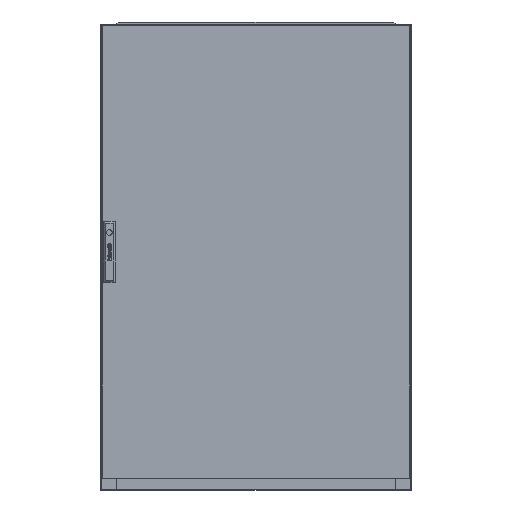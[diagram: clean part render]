
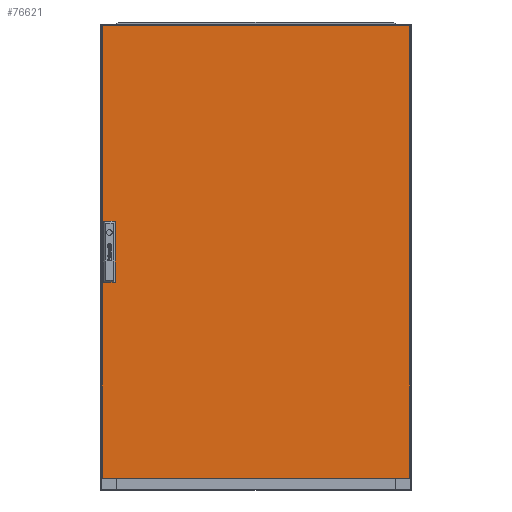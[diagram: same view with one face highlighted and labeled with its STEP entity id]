
A CAD part, top view. The second image highlights one B-rep face of the part: STEP entity #76621.
In plain terms, the highlighted planar face has unit normal (0, 0, 1).
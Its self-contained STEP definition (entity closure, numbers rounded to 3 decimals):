
#295 = CARTESIAN_POINT ( 'NONE',  ( -397., 583.5, 0. ) ) ;
#1512 = VERTEX_POINT ( 'NONE', #92126 ) ;
#1549 = ORIENTED_EDGE ( 'NONE', *, *, #76514, .T. ) ;
#5463 = VECTOR ( 'NONE', #30295, 1000. ) ;
#5596 = EDGE_LOOP ( 'NONE', ( #57537, #1549, #90605, #92301 ) ) ;
#7827 = EDGE_CURVE ( 'NONE', #100665, #1512, #18064, .T. ) ;
#10381 = LINE ( 'NONE', #69240, #5463 ) ;
#10800 = CARTESIAN_POINT ( 'NONE',  ( -397., 583.5, 0. ) ) ;
#11127 = EDGE_CURVE ( 'NONE', #69632, #100665, #10381, .T. ) ;
#15438 = VECTOR ( 'NONE', #69385, 1000. ) ;
#18064 = LINE ( 'NONE', #95198, #98756 ) ;
#18468 = DIRECTION ( 'NONE',  ( 0., -1., 0. ) ) ;
#20592 = VECTOR ( 'NONE', #49322, 1000. ) ;
#22568 = CARTESIAN_POINT ( 'NONE',  ( -397., 583.5, 0. ) ) ;
#27586 = DIRECTION ( 'NONE',  ( 1., 0., 0. ) ) ;
#28283 = CARTESIAN_POINT ( 'NONE',  ( 397., -583.5, 0. ) ) ;
#29768 = EDGE_LOOP ( 'NONE', ( #82273, #100078, #39118, #92200 ) ) ;
#30295 = DIRECTION ( 'NONE',  ( 1., 0., 0. ) ) ;
#34176 = VERTEX_POINT ( 'NONE', #92436 ) ;
#34185 = FACE_OUTER_BOUND ( 'NONE', #29768, .T. ) ;
#34308 = VERTEX_POINT ( 'NONE', #55083 ) ;
#38241 = CARTESIAN_POINT ( 'NONE',  ( -393.4, 0., 0. ) ) ;
#39078 = FACE_BOUND ( 'NONE', #5596, .T. ) ;
#39118 = ORIENTED_EDGE ( 'NONE', *, *, #92852, .T. ) ;
#39693 = EDGE_CURVE ( 'NONE', #34308, #60918, #77283, .T. ) ;
#45719 = DIRECTION ( 'NONE',  ( 1., 0., 0. ) ) ;
#48187 = VECTOR ( 'NONE', #45719, 1000. ) ;
#49322 = DIRECTION ( 'NONE',  ( -1., 0., 0. ) ) ;
#49380 = CARTESIAN_POINT ( 'NONE',  ( -393.4, -78.5, 0. ) ) ;
#50083 = VERTEX_POINT ( 'NONE', #295 ) ;
#50672 = LINE ( 'NONE', #100505, #48187 ) ;
#55083 = CARTESIAN_POINT ( 'NONE',  ( -393.4, 78.5, 0. ) ) ;
#56227 = VECTOR ( 'NONE', #18468, 1000. ) ;
#56438 = VECTOR ( 'NONE', #77898, 1000. ) ;
#57537 = ORIENTED_EDGE ( 'NONE', *, *, #83457, .T. ) ;
#58552 = CARTESIAN_POINT ( 'NONE',  ( -393.4, 78.5, 0. ) ) ;
#60918 = VERTEX_POINT ( 'NONE', #49380 ) ;
#65167 = CARTESIAN_POINT ( 'NONE',  ( -363., 0., 0. ) ) ;
#66535 = PLANE ( 'NONE',  #94957 ) ;
#69240 = CARTESIAN_POINT ( 'NONE',  ( -397., -583.5, 0. ) ) ;
#69385 = DIRECTION ( 'NONE',  ( 0., -1., 0. ) ) ;
#69632 = VERTEX_POINT ( 'NONE', #87313 ) ;
#71961 = DIRECTION ( 'NONE',  ( 0., 1., 0. ) ) ;
#73656 = DIRECTION ( 'NONE',  ( 1., 0., 0. ) ) ;
#74474 = DIRECTION ( 'NONE',  ( 0., 0., 1. ) ) ;
#74638 = LINE ( 'NONE', #65167, #56227 ) ;
#74656 = EDGE_CURVE ( 'NONE', #1512, #50083, #80471, .T. ) ;
#76514 = EDGE_CURVE ( 'NONE', #34176, #101075, #74638, .T. ) ;
#76621 = ADVANCED_FACE ( 'NONE', ( #39078, #34185 ), #66535, .T. ) ;
#77031 = VECTOR ( 'NONE', #73656, 1000. ) ;
#77283 = LINE ( 'NONE', #38241, #56438 ) ;
#77898 = DIRECTION ( 'NONE',  ( 0., -1., 0. ) ) ;
#80471 = LINE ( 'NONE', #10800, #20592 ) ;
#80505 = CARTESIAN_POINT ( 'NONE',  ( -363., -78.5, 0. ) ) ;
#82273 = ORIENTED_EDGE ( 'NONE', *, *, #7827, .T. ) ;
#83457 = EDGE_CURVE ( 'NONE', #34308, #34176, #100297, .T. ) ;
#87313 = CARTESIAN_POINT ( 'NONE',  ( -397., -583.5, 0. ) ) ;
#89860 = CARTESIAN_POINT ( 'NONE',  ( 0., 0., 0. ) ) ;
#90605 = ORIENTED_EDGE ( 'NONE', *, *, #95828, .F. ) ;
#92126 = CARTESIAN_POINT ( 'NONE',  ( 397., 583.5, 0. ) ) ;
#92200 = ORIENTED_EDGE ( 'NONE', *, *, #11127, .T. ) ;
#92301 = ORIENTED_EDGE ( 'NONE', *, *, #39693, .F. ) ;
#92436 = CARTESIAN_POINT ( 'NONE',  ( -363., 78.5, 0. ) ) ;
#92852 = EDGE_CURVE ( 'NONE', #50083, #69632, #96140, .T. ) ;
#94957 = AXIS2_PLACEMENT_3D ( 'NONE', #89860, #74474, #27586 ) ;
#95198 = CARTESIAN_POINT ( 'NONE',  ( 397., 583.5, 0. ) ) ;
#95828 = EDGE_CURVE ( 'NONE', #60918, #101075, #50672, .T. ) ;
#96140 = LINE ( 'NONE', #22568, #15438 ) ;
#98756 = VECTOR ( 'NONE', #71961, 1000. ) ;
#100078 = ORIENTED_EDGE ( 'NONE', *, *, #74656, .T. ) ;
#100297 = LINE ( 'NONE', #58552, #77031 ) ;
#100505 = CARTESIAN_POINT ( 'NONE',  ( -393.4, -78.5, 0. ) ) ;
#100665 = VERTEX_POINT ( 'NONE', #28283 ) ;
#101075 = VERTEX_POINT ( 'NONE', #80505 ) ;
